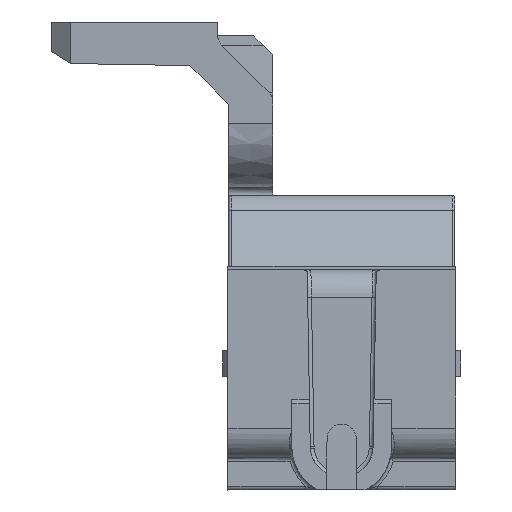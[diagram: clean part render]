
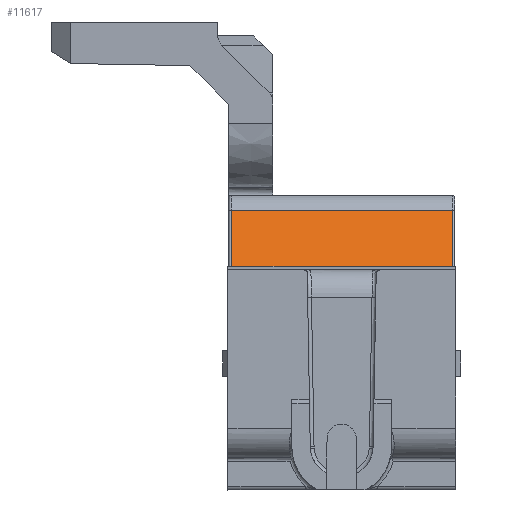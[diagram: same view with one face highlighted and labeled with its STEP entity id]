
A CAD part, left-side view. The second image highlights one B-rep face of the part: STEP entity #11617.
In plain terms, the highlighted face is planar.
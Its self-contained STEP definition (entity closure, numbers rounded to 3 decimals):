
#29 = EDGE_CURVE ( 'NONE', #19589, #2131, #11135, .T. ) ;
#54 = LINE ( 'NONE', #20261, #140 ) ;
#78 = EDGE_CURVE ( 'NONE', #2851, #16112, #1060, .T. ) ;
#96 = EDGE_CURVE ( 'NONE', #19201, #19589, #54, .T. ) ;
#140 = VECTOR ( 'NONE', #17492, 1000. ) ;
#370 = ORIENTED_EDGE ( 'NONE', *, *, #96, .F. ) ;
#403 = EDGE_CURVE ( 'NONE', #21619, #19201, #10081, .T. ) ;
#571 = FACE_OUTER_BOUND ( 'NONE', #2626, .T. ) ;
#682 = EDGE_CURVE ( 'NONE', #9628, #16112, #14402, .T. ) ;
#957 = VECTOR ( 'NONE', #5677, 1000. ) ;
#1060 = LINE ( 'NONE', #16643, #1466 ) ;
#1466 = VECTOR ( 'NONE', #10233, 1000. ) ;
#1470 = CARTESIAN_POINT ( 'NONE',  ( -9.153, 11.066, 96.464 ) ) ;
#2131 = VERTEX_POINT ( 'NONE', #4337 ) ;
#2626 = EDGE_LOOP ( 'NONE', ( #15908, #22211, #6998, #8484, #9074, #8112, #15477, #4404, #16648, #7358, #370, #7879 ) ) ;
#2851 = VERTEX_POINT ( 'NONE', #20584 ) ;
#2890 = EDGE_CURVE ( 'NONE', #8556, #2851, #17780, .T. ) ;
#2903 = EDGE_CURVE ( 'NONE', #2131, #9628, #22221, .T. ) ;
#2959 = CARTESIAN_POINT ( 'NONE',  ( 3.204, 4.303, 93.48 ) ) ;
#3073 = LINE ( 'NONE', #17848, #20430 ) ;
#3107 = VERTEX_POINT ( 'NONE', #16754 ) ;
#3387 = CARTESIAN_POINT ( 'NONE',  ( -3.204, 4.303, 93.48 ) ) ;
#4283 = CARTESIAN_POINT ( 'NONE',  ( -6.799, 4.303, 93.48 ) ) ;
#4337 = CARTESIAN_POINT ( 'NONE',  ( -6.712, 4.303, 93.48 ) ) ;
#4404 = ORIENTED_EDGE ( 'NONE', *, *, #682, .F. ) ;
#4465 = DIRECTION ( 'NONE',  ( -1., 0., 0. ) ) ;
#4494 = DIRECTION ( 'NONE',  ( 0., -0.404, 0.915 ) ) ;
#4535 = PLANE ( 'NONE',  #11837 ) ;
#4638 = CARTESIAN_POINT ( 'NONE',  ( 3.204, 4.303, 93.48 ) ) ;
#5075 = CARTESIAN_POINT ( 'NONE',  ( 2.962, 4.235, 93.451 ) ) ;
#5131 = VECTOR ( 'NONE', #20175, 1000. ) ;
#5482 = CARTESIAN_POINT ( 'NONE',  ( 6.908, 4.269, 93.466 ) ) ;
#5677 = DIRECTION ( 'NONE',  ( 1., 0., 0. ) ) ;
#6061 = VERTEX_POINT ( 'NONE', #6567 ) ;
#6567 = CARTESIAN_POINT ( 'NONE',  ( 8.746, 9.853, 95.929 ) ) ;
#6760 = LINE ( 'NONE', #20514, #14738 ) ;
#6998 = ORIENTED_EDGE ( 'NONE', *, *, #12007, .T. ) ;
#7358 = ORIENTED_EDGE ( 'NONE', *, *, #29, .F. ) ;
#7879 = ORIENTED_EDGE ( 'NONE', *, *, #403, .F. ) ;
#8112 = ORIENTED_EDGE ( 'NONE', *, *, #2890, .T. ) ;
#8484 = ORIENTED_EDGE ( 'NONE', *, *, #14645, .T. ) ;
#8556 = VERTEX_POINT ( 'NONE', #2959 ) ;
#8625 = CARTESIAN_POINT ( 'NONE',  ( -2.876, 4.15, 93.413 ) ) ;
#8858 = VECTOR ( 'NONE', #15011, 1000. ) ;
#9001 = CARTESIAN_POINT ( 'NONE',  ( -3.204, 4.303, 93.48 ) ) ;
#9074 = ORIENTED_EDGE ( 'NONE', *, *, #15425, .T. ) ;
#9628 = VERTEX_POINT ( 'NONE', #3387 ) ;
#9681 = LINE ( 'NONE', #15039, #8858 ) ;
#10081 = LINE ( 'NONE', #17270, #5131 ) ;
#10233 = DIRECTION ( 'NONE',  ( -1., 0., 0. ) ) ;
#10661 = B_SPLINE_CURVE_WITH_KNOTS ( 'NONE', 3,
 ( #11505, #5482, #11360, #11250 ),
 .UNSPECIFIED., .F., .F.,
 ( 4, 4 ),
 ( 0., 1. ),
 .UNSPECIFIED. ) ;
#11135 = B_SPLINE_CURVE_WITH_KNOTS ( 'NONE', 3,
 ( #15786, #22496, #4283, #16175 ),
 .UNSPECIFIED., .F., .F.,
 ( 4, 4 ),
 ( 0., 1. ),
 .UNSPECIFIED. ) ;
#11250 = CARTESIAN_POINT ( 'NONE',  ( 6.712, 4.303, 93.48 ) ) ;
#11360 = CARTESIAN_POINT ( 'NONE',  ( 6.812, 4.303, 93.48 ) ) ;
#11505 = CARTESIAN_POINT ( 'NONE',  ( 6.982, 4.209, 93.439 ) ) ;
#11617 = ADVANCED_FACE ( 'NONE', ( #571 ), #4535, .F. ) ;
#11837 = AXIS2_PLACEMENT_3D ( 'NONE', #1470, #4494, #4465 ) ;
#11997 = CARTESIAN_POINT ( 'NONE',  ( -3.162, 4.303, 93.48 ) ) ;
#12007 = EDGE_CURVE ( 'NONE', #17346, #16922, #6760, .T. ) ;
#12991 = CARTESIAN_POINT ( 'NONE',  ( -3.108, 4.297, 93.478 ) ) ;
#13124 = EDGE_CURVE ( 'NONE', #6061, #21619, #9681, .T. ) ;
#13165 = CARTESIAN_POINT ( 'NONE',  ( 2.914, 4.198, 93.434 ) ) ;
#14043 = CARTESIAN_POINT ( 'NONE',  ( -8.746, 4.209, 93.439 ) ) ;
#14402 = B_SPLINE_CURVE_WITH_KNOTS ( 'NONE', 3,
 ( #9001, #11997, #12991, #16369, #16021, #21384 ),
 .UNSPECIFIED., .F., .F.,
 ( 4, 2, 4 ),
 ( 0., 0.5, 1. ),
 .UNSPECIFIED. ) ;
#14493 = EDGE_CURVE ( 'NONE', #6061, #17346, #3073, .T. ) ;
#14645 = EDGE_CURVE ( 'NONE', #16922, #3107, #10661, .T. ) ;
#14738 = VECTOR ( 'NONE', #20403, 1000. ) ;
#14951 = CARTESIAN_POINT ( 'NONE',  ( -8.746, 9.853, 95.929 ) ) ;
#15011 = DIRECTION ( 'NONE',  ( -1., 0., 0. ) ) ;
#15039 = CARTESIAN_POINT ( 'NONE',  ( -9.153, 9.853, 95.929 ) ) ;
#15266 = CARTESIAN_POINT ( 'NONE',  ( 6.982, 4.209, 93.439 ) ) ;
#15425 = EDGE_CURVE ( 'NONE', #3107, #8556, #18757, .T. ) ;
#15477 = ORIENTED_EDGE ( 'NONE', *, *, #78, .T. ) ;
#15624 = CARTESIAN_POINT ( 'NONE',  ( 2.876, 4.15, 93.413 ) ) ;
#15786 = CARTESIAN_POINT ( 'NONE',  ( -6.982, 4.209, 93.439 ) ) ;
#15908 = ORIENTED_EDGE ( 'NONE', *, *, #13124, .F. ) ;
#16021 = CARTESIAN_POINT ( 'NONE',  ( -2.925, 4.211, 93.44 ) ) ;
#16112 = VERTEX_POINT ( 'NONE', #8625 ) ;
#16175 = CARTESIAN_POINT ( 'NONE',  ( -6.712, 4.303, 93.48 ) ) ;
#16369 = CARTESIAN_POINT ( 'NONE',  ( -2.99, 4.252, 93.458 ) ) ;
#16643 = CARTESIAN_POINT ( 'NONE',  ( -2.797, 4.15, 93.413 ) ) ;
#16648 = ORIENTED_EDGE ( 'NONE', *, *, #2903, .F. ) ;
#16754 = CARTESIAN_POINT ( 'NONE',  ( 6.712, 4.303, 93.48 ) ) ;
#16922 = VERTEX_POINT ( 'NONE', #15266 ) ;
#17078 = DIRECTION ( 'NONE',  ( -1., 0., 0. ) ) ;
#17103 = CARTESIAN_POINT ( 'NONE',  ( 7.869, 4.303, 93.48 ) ) ;
#17270 = CARTESIAN_POINT ( 'NONE',  ( -8.746, 11.066, 96.464 ) ) ;
#17346 = VERTEX_POINT ( 'NONE', #21911 ) ;
#17492 = DIRECTION ( 'NONE',  ( 1., 0., 0. ) ) ;
#17780 = B_SPLINE_CURVE_WITH_KNOTS ( 'NONE', 3,
 ( #4638, #21608, #19239, #5075, #13165, #15624 ),
 .UNSPECIFIED., .F., .F.,
 ( 4, 2, 4 ),
 ( 0., 0.5, 1. ),
 .UNSPECIFIED. ) ;
#17848 = CARTESIAN_POINT ( 'NONE',  ( 8.746, 11.066, 96.464 ) ) ;
#18701 = VECTOR ( 'NONE', #17078, 1000. ) ;
#18757 = LINE ( 'NONE', #17103, #18701 ) ;
#19201 = VERTEX_POINT ( 'NONE', #14043 ) ;
#19239 = CARTESIAN_POINT ( 'NONE',  ( 3.079, 4.289, 93.474 ) ) ;
#19589 = VERTEX_POINT ( 'NONE', #21043 ) ;
#19732 = DIRECTION ( 'NONE',  ( 0., -0.915, -0.404 ) ) ;
#20003 = CARTESIAN_POINT ( 'NONE',  ( -7.869, 4.303, 93.48 ) ) ;
#20175 = DIRECTION ( 'NONE',  ( 0., -0.915, -0.404 ) ) ;
#20261 = CARTESIAN_POINT ( 'NONE',  ( -7.119, 4.209, 93.439 ) ) ;
#20403 = DIRECTION ( 'NONE',  ( -1., 0., 0. ) ) ;
#20430 = VECTOR ( 'NONE', #19732, 1000. ) ;
#20514 = CARTESIAN_POINT ( 'NONE',  ( 7.119, 4.209, 93.439 ) ) ;
#20584 = CARTESIAN_POINT ( 'NONE',  ( 2.876, 4.15, 93.413 ) ) ;
#21043 = CARTESIAN_POINT ( 'NONE',  ( -6.982, 4.209, 93.439 ) ) ;
#21384 = CARTESIAN_POINT ( 'NONE',  ( -2.876, 4.15, 93.413 ) ) ;
#21608 = CARTESIAN_POINT ( 'NONE',  ( 3.14, 4.303, 93.48 ) ) ;
#21619 = VERTEX_POINT ( 'NONE', #14951 ) ;
#21911 = CARTESIAN_POINT ( 'NONE',  ( 8.746, 4.209, 93.439 ) ) ;
#22211 = ORIENTED_EDGE ( 'NONE', *, *, #14493, .T. ) ;
#22221 = LINE ( 'NONE', #20003, #957 ) ;
#22496 = CARTESIAN_POINT ( 'NONE',  ( -6.9, 4.275, 93.468 ) ) ;
